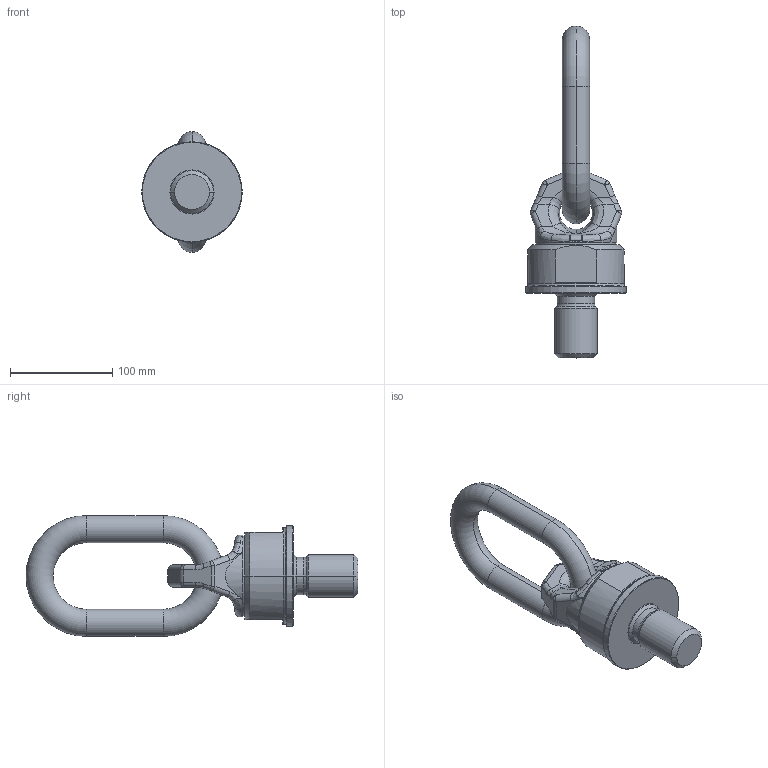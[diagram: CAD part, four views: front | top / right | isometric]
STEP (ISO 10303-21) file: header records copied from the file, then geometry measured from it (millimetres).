
FILE_DESCRIPTION((''),'2;1');
FILE_NAME('001-M33245-P106_ASM','2017-03-09T',('Roland.Jakubetz'),(''),'PRO/ENGINEER BY PARAMETRIC TECHNOLOGY CORPORATION, 2011490','PRO/ENGINEER BY PARAMETRIC TECHNOLOGY CORPORATION, 2011490','');
FILE_SCHEMA(('CONFIG_CONTROL_DESIGN'));
Length unit declared in the file: millimetre
Products named in the file (4): 001-M33245-P106; 001-M33245-P92; 001-M33245-P91; 001-M33245-P106_ASM
Assembly tree (3 placements, depth 2):
  001-M33245-P106_ASM
    001-M33245-P106
    001-M33245-P92
    001-M33245-P91
Bounding box: 98 x 324 x 118 mm (x, y, z)
Volume: 795483.4 mm3; surface area: 95422.6 mm2
Topology: 3 solids, 3 shells, 482 faces, 1267 edges, 806 vertices
Faces by surface type: plane 351, cylinder 49, bspline 40, cone 20, torus 14, sphere 8
Entity records: 16115 total; most frequent: CARTESIAN_POINT 4354, ORIENTED_EDGE 2534, DIRECTION 2235, EDGE_CURVE 1267, VECTOR 1025, LINE 1025, VERTEX_POINT 806, AXIS2_PLACEMENT_3D 605
